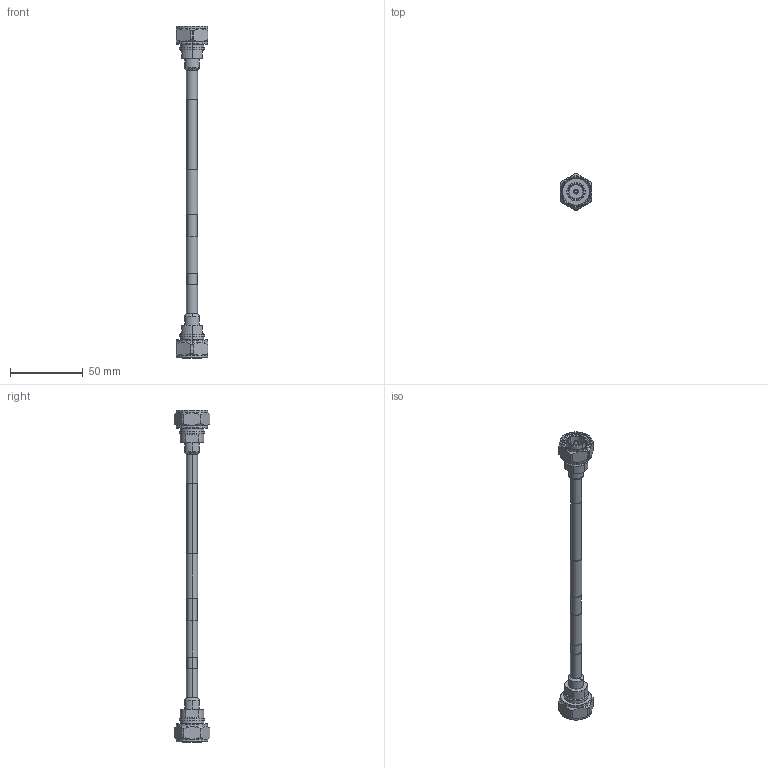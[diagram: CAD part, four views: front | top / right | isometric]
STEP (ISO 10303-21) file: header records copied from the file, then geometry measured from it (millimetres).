
FILE_DESCRIPTION (( 'STEP AP214' ), '1' );
FILE_NAME ('LCCA31029.step', '2022-10-04T19:16:36', ( '' ), ( '' ), 'SwSTEP 2.0', 'SolidWorks 2021', '' );
FILE_SCHEMA (( 'AUTOMOTIVE_DESIGN' ));
Length unit declared in the file: inch
Products named in the file (3): TC-250-4310M-LP^LCCA31029_HeatShrink ; LCCA31029; SPP-250-LLPL ^LCCA31029_SPP-250-LLPL
Assembly tree (3 placements, depth 2):
  LCCA31029
    SPP-250-LLPL ^LCCA31029_SPP-250-LLPL
    TC-250-4310M-LP^LCCA31029_HeatShrink   x2
Bounding box: 22 x 24.62 x 228.69 mm (x, y, z)
Volume: 18862.1 mm3; surface area: 12180.2 mm2
Topology: 3 solids, 5 shells, 212 faces, 500 edges, 316 vertices
Faces by surface type: cylinder 100, cone 50, plane 48, bspline 10, torus 4
Entity records: 4905 total; most frequent: CARTESIAN_POINT 2224, DIRECTION 546, ORIENTED_EDGE 530, EDGE_CURVE 265, AXIS2_PLACEMENT_3D 228, VERTEX_POINT 168, EDGE_LOOP 125, ADVANCED_FACE 114
